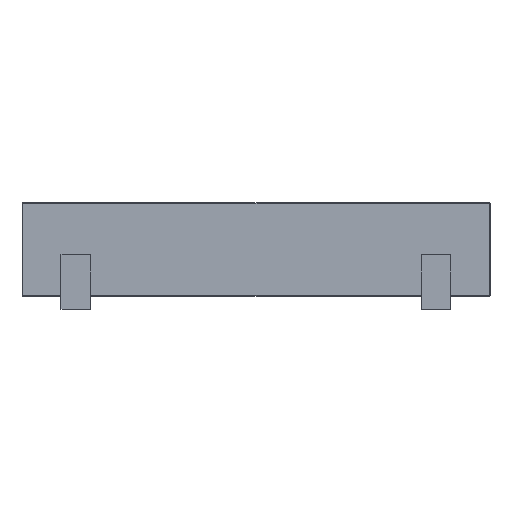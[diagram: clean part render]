
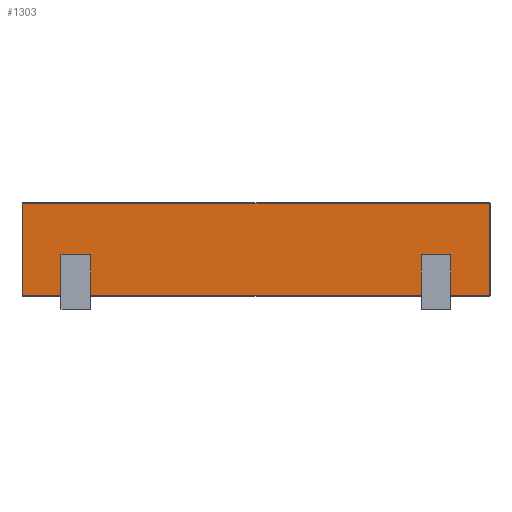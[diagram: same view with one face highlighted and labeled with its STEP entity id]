
A CAD part, top view. The second image highlights one B-rep face of the part: STEP entity #1303.
In plain terms, the highlighted planar face has unit normal (0, 0, 1).
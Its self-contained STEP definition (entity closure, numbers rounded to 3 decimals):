
#19 = VERTEX_POINT ( 'NONE', #572 ) ;
#160 = EDGE_CURVE ( 'NONE', #974, #1688, #1415, .T. ) ;
#267 = CARTESIAN_POINT ( 'NONE',  ( 599., 120., 6. ) ) ;
#300 = CARTESIAN_POINT ( 'NONE',  ( 1., 1., 6. ) ) ;
#317 = DIRECTION ( 'NONE',  ( -1., 0., 0. ) ) ;
#353 = LINE ( 'NONE', #1457, #1033 ) ;
#384 = CARTESIAN_POINT ( 'NONE',  ( 1., 119., 6. ) ) ;
#386 = DIRECTION ( 'NONE',  ( -1., 0., 0. ) ) ;
#426 = EDGE_CURVE ( 'NONE', #19, #974, #1630, .T. ) ;
#442 = VERTEX_POINT ( 'NONE', #300 ) ;
#572 = CARTESIAN_POINT ( 'NONE',  ( 599., 1., 6. ) ) ;
#610 = DIRECTION ( 'NONE',  ( 1., 0., 0. ) ) ;
#660 = FACE_OUTER_BOUND ( 'NONE', #1005, .T. ) ;
#686 = ORIENTED_EDGE ( 'NONE', *, *, #160, .T. ) ;
#745 = LINE ( 'NONE', #1288, #839 ) ;
#749 = CARTESIAN_POINT ( 'NONE',  ( 599., 119., 6. ) ) ;
#839 = VECTOR ( 'NONE', #610, 1000. ) ;
#939 = DIRECTION ( 'NONE',  ( 0., -1., 0. ) ) ;
#974 = VERTEX_POINT ( 'NONE', #749 ) ;
#980 = AXIS2_PLACEMENT_3D ( 'NONE', #1752, #1198, #386 ) ;
#1005 = EDGE_LOOP ( 'NONE', ( #1105, #686, #1020, #1611 ) ) ;
#1020 = ORIENTED_EDGE ( 'NONE', *, *, #1664, .T. ) ;
#1033 = VECTOR ( 'NONE', #939, 1000. ) ;
#1105 = ORIENTED_EDGE ( 'NONE', *, *, #426, .T. ) ;
#1164 = VECTOR ( 'NONE', #317, 1000. ) ;
#1190 = PLANE ( 'NONE',  #980 ) ;
#1198 = DIRECTION ( 'NONE',  ( 0., 0., -1. ) ) ;
#1288 = CARTESIAN_POINT ( 'NONE',  ( 0., 1., 6. ) ) ;
#1303 = ADVANCED_FACE ( 'NONE', ( #660 ), #1190, .F. ) ;
#1397 = VECTOR ( 'NONE', #1483, 1000. ) ;
#1415 = LINE ( 'NONE', #1533, #1164 ) ;
#1457 = CARTESIAN_POINT ( 'NONE',  ( 1., 120., 6. ) ) ;
#1483 = DIRECTION ( 'NONE',  ( 0., 1., 0. ) ) ;
#1533 = CARTESIAN_POINT ( 'NONE',  ( 0., 119., 6. ) ) ;
#1579 = EDGE_CURVE ( 'NONE', #442, #19, #745, .T. ) ;
#1611 = ORIENTED_EDGE ( 'NONE', *, *, #1579, .T. ) ;
#1630 = LINE ( 'NONE', #267, #1397 ) ;
#1664 = EDGE_CURVE ( 'NONE', #1688, #442, #353, .T. ) ;
#1688 = VERTEX_POINT ( 'NONE', #384 ) ;
#1752 = CARTESIAN_POINT ( 'NONE',  ( 0., 120., 6. ) ) ;
